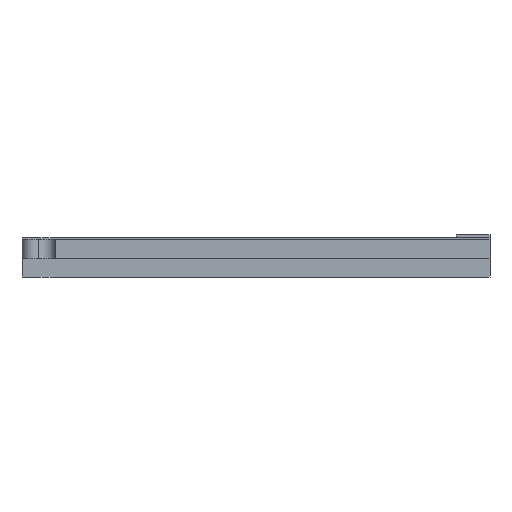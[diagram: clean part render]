
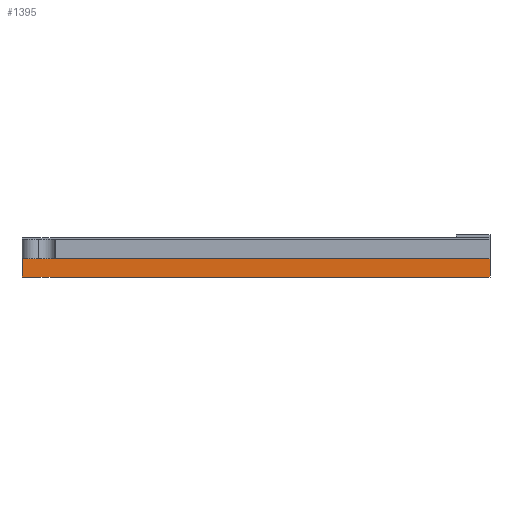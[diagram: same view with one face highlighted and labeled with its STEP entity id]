
A CAD part, left-side view. The second image highlights one B-rep face of the part: STEP entity #1395.
In plain terms, the highlighted planar face has unit normal (-1, 0, 0).
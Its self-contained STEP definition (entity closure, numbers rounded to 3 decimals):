
#53=PLANE('',#1517);
#107=FACE_OUTER_BOUND('',#192,.T.);
#192=EDGE_LOOP('',(#1054,#1055,#1056,#1057));
#284=LINE('',#2095,#418);
#298=LINE('',#2132,#432);
#319=LINE('',#2203,#453);
#320=LINE('',#2204,#454);
#418=VECTOR('',#1665,10.);
#432=VECTOR('',#1703,10.);
#453=VECTOR('',#1760,10.);
#454=VECTOR('',#1761,10.);
#629=VERTEX_POINT('',#2091);
#631=VERTEX_POINT('',#2094);
#642=VERTEX_POINT('',#2130);
#674=VERTEX_POINT('',#2202);
#768=EDGE_CURVE('',#631,#629,#284,.T.);
#788=EDGE_CURVE('',#642,#629,#298,.T.);
#823=EDGE_CURVE('',#642,#674,#319,.T.);
#824=EDGE_CURVE('',#674,#631,#320,.T.);
#1054=ORIENTED_EDGE('',*,*,#768,.T.);
#1055=ORIENTED_EDGE('',*,*,#788,.F.);
#1056=ORIENTED_EDGE('',*,*,#823,.T.);
#1057=ORIENTED_EDGE('',*,*,#824,.T.);
#1395=ADVANCED_FACE('',(#107),#53,.T.);
#1517=AXIS2_PLACEMENT_3D('',#2201,#1758,#1759);
#1665=DIRECTION('',(0.,0.,-1.));
#1703=DIRECTION('',(0.,1.,0.));
#1758=DIRECTION('center_axis',(-1.,0.,0.));
#1759=DIRECTION('ref_axis',(0.,0.,1.));
#1760=DIRECTION('',(0.,0.,1.));
#1761=DIRECTION('',(0.,1.,0.));
#2091=CARTESIAN_POINT('',(-62.1,138.652,0.));
#2094=CARTESIAN_POINT('',(-62.1,138.652,5.4));
#2095=CARTESIAN_POINT('',(-62.1,138.652,11.6));
#2130=CARTESIAN_POINT('',(-62.1,0.,0.));
#2132=CARTESIAN_POINT('',(-62.1,0.,0.));
#2201=CARTESIAN_POINT('Origin',(-62.1,0.,0.));
#2202=CARTESIAN_POINT('',(-62.1,0.,5.4));
#2203=CARTESIAN_POINT('',(-62.1,0.,0.));
#2204=CARTESIAN_POINT('',(-62.1,0.,5.4));
